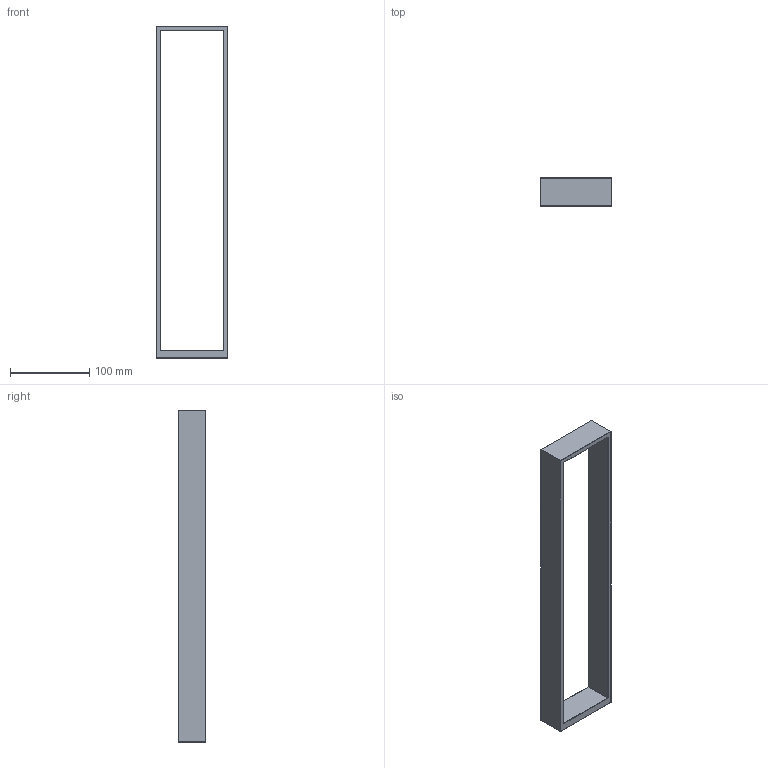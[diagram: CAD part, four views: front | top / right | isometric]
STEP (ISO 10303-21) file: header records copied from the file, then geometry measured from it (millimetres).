
FILE_DESCRIPTION (( 'STEP AP203' ), '1' );
FILE_NAME ('83210780-00.STEP', '2018-07-04T05:55:43', ( '' ), ( '' ), 'SwSTEP 2.0', 'SolidWorks 2017', '' );
FILE_SCHEMA (( 'CONFIG_CONTROL_DESIGN' ));
Length unit declared in the file: millimetre
Products named in the file (2): Planungsmodell_Griff-+-83.030.780-01_ _k5_91x35x420; 83210780-00
Assembly tree (1 placements, depth 2):
  83210780-00
    Planungsmodell_Griff-+-83.030.780-01_ _k5_91x35x420
Bounding box: 91 x 35 x 420 mm (x, y, z)
Volume: 220503.6 mm3; surface area: 81457.8 mm2
Topology: 1 solids, 1 shells, 50 faces, 112 edges, 56 vertices
Faces by surface type: cylinder 24, plane 10, torus 8, sphere 8
Entity records: 1504 total; most frequent: DIRECTION 268, CARTESIAN_POINT 214, ORIENTED_EDGE 208, AXIS2_PLACEMENT_3D 110, EDGE_CURVE 104, VERTEX_POINT 56, CIRCLE 56, EDGE_LOOP 52
